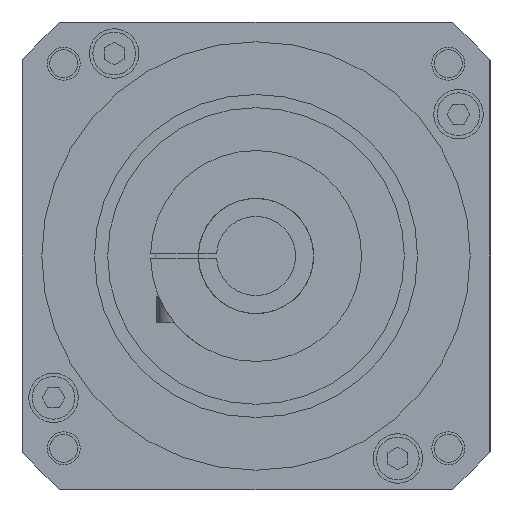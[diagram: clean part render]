
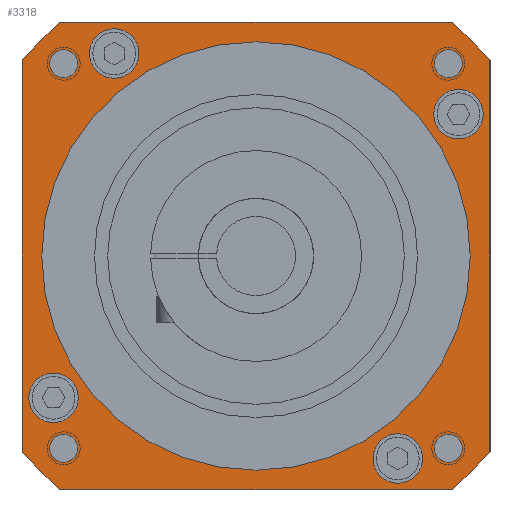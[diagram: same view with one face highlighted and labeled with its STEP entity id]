
A CAD part, left-side view. The second image highlights one B-rep face of the part: STEP entity #3318.
In plain terms, the highlighted planar face has unit normal (-1, 0, 0).
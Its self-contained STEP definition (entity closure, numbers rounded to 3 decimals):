
#130=CARTESIAN_POINT('',(0.,0.,0.));
#131=DIRECTION('',(1.,0.,0.));
#132=DIRECTION('',(0.,-0.641,0.768));
#133=AXIS2_PLACEMENT_3D('',#130,#131,#132);
#135=DIRECTION('',(0.,0.,-1.));
#136=VECTOR('',#135,118.579);
#137=CARTESIAN_POINT('',(0.,-71.,59.29));
#138=LINE('',#137,#136);
#139=CARTESIAN_POINT('',(0.,0.,0.));
#140=DIRECTION('',(1.,0.,0.));
#141=DIRECTION('',(0.,-0.768,-0.641));
#142=AXIS2_PLACEMENT_3D('',#139,#140,#141);
#144=DIRECTION('',(0.,1.,0.));
#145=VECTOR('',#144,118.579);
#146=CARTESIAN_POINT('',(0.,-59.29,-71.));
#147=LINE('',#146,#145);
#148=CARTESIAN_POINT('',(0.,0.,0.));
#149=DIRECTION('',(1.,0.,0.));
#150=DIRECTION('',(0.,0.641,-0.768));
#151=AXIS2_PLACEMENT_3D('',#148,#149,#150);
#153=DIRECTION('',(0.,0.,1.));
#154=VECTOR('',#153,118.579);
#155=CARTESIAN_POINT('',(0.,71.,-59.29));
#156=LINE('',#155,#154);
#157=CARTESIAN_POINT('',(0.,0.,0.));
#158=DIRECTION('',(1.,0.,0.));
#159=DIRECTION('',(0.,0.768,0.641));
#160=AXIS2_PLACEMENT_3D('',#157,#158,#159);
#162=DIRECTION('',(0.,-1.,0.));
#163=VECTOR('',#162,118.579);
#164=CARTESIAN_POINT('',(0.,59.29,71.));
#165=LINE('',#164,#163);
#166=CARTESIAN_POINT('',(0.,0.,0.));
#167=DIRECTION('',(1.,0.,0.));
#168=DIRECTION('',(0.,0.,1.));
#169=AXIS2_PLACEMENT_3D('',#166,#167,#168);
#171=CARTESIAN_POINT('',(0.,0.,0.));
#172=DIRECTION('',(1.,0.,0.));
#173=DIRECTION('',(0.,0.,-1.));
#174=AXIS2_PLACEMENT_3D('',#171,#172,#173);
#176=CARTESIAN_POINT('',(0.,58.336,-58.336));
#177=DIRECTION('',(1.,0.,0.));
#178=DIRECTION('',(0.,-1.,0.));
#179=AXIS2_PLACEMENT_3D('',#176,#177,#178);
#181=CARTESIAN_POINT('',(0.,58.336,-58.336));
#182=DIRECTION('',(1.,0.,0.));
#183=DIRECTION('',(0.,1.,0.));
#184=AXIS2_PLACEMENT_3D('',#181,#182,#183);
#186=CARTESIAN_POINT('',(0.,58.336,58.336));
#187=DIRECTION('',(1.,0.,0.));
#188=DIRECTION('',(0.,0.,-1.));
#189=AXIS2_PLACEMENT_3D('',#186,#187,#188);
#191=CARTESIAN_POINT('',(0.,58.336,58.336));
#192=DIRECTION('',(1.,0.,0.));
#193=DIRECTION('',(0.,0.,1.));
#194=AXIS2_PLACEMENT_3D('',#191,#192,#193);
#196=CARTESIAN_POINT('',(0.,-58.336,58.336));
#197=DIRECTION('',(1.,0.,0.));
#198=DIRECTION('',(0.,1.,0.));
#199=AXIS2_PLACEMENT_3D('',#196,#197,#198);
#201=CARTESIAN_POINT('',(0.,-58.336,58.336));
#202=DIRECTION('',(1.,0.,0.));
#203=DIRECTION('',(0.,-1.,0.));
#204=AXIS2_PLACEMENT_3D('',#201,#202,#203);
#206=CARTESIAN_POINT('',(0.,-58.336,-58.336));
#207=DIRECTION('',(1.,0.,0.));
#208=DIRECTION('',(0.,0.,1.));
#209=AXIS2_PLACEMENT_3D('',#206,#207,#208);
#211=CARTESIAN_POINT('',(0.,-58.336,-58.336));
#212=DIRECTION('',(1.,0.,0.));
#213=DIRECTION('',(0.,0.,-1.));
#214=AXIS2_PLACEMENT_3D('',#211,#212,#213);
#216=CARTESIAN_POINT('',(0.,-61.436,43.018));
#217=DIRECTION('',(1.,0.,0.));
#218=DIRECTION('',(0.,-1.,0.));
#219=AXIS2_PLACEMENT_3D('',#216,#217,#218);
#221=CARTESIAN_POINT('',(0.,-61.436,43.018));
#222=DIRECTION('',(1.,0.,0.));
#223=DIRECTION('',(0.,1.,0.));
#224=AXIS2_PLACEMENT_3D('',#221,#222,#223);
#226=CARTESIAN_POINT('',(0.,-43.018,-61.436));
#227=DIRECTION('',(1.,0.,0.));
#228=DIRECTION('',(0.,0.,-1.));
#229=AXIS2_PLACEMENT_3D('',#226,#227,#228);
#231=CARTESIAN_POINT('',(0.,-43.018,-61.436));
#232=DIRECTION('',(1.,0.,0.));
#233=DIRECTION('',(0.,0.,1.));
#234=AXIS2_PLACEMENT_3D('',#231,#232,#233);
#236=CARTESIAN_POINT('',(0.,61.436,-43.018));
#237=DIRECTION('',(1.,0.,0.));
#238=DIRECTION('',(0.,1.,0.));
#239=AXIS2_PLACEMENT_3D('',#236,#237,#238);
#241=CARTESIAN_POINT('',(0.,61.436,-43.018));
#242=DIRECTION('',(1.,0.,0.));
#243=DIRECTION('',(0.,-1.,0.));
#244=AXIS2_PLACEMENT_3D('',#241,#242,#243);
#246=CARTESIAN_POINT('',(0.,43.018,61.436));
#247=DIRECTION('',(1.,0.,0.));
#248=DIRECTION('',(0.,0.,1.));
#249=AXIS2_PLACEMENT_3D('',#246,#247,#248);
#251=CARTESIAN_POINT('',(0.,43.018,61.436));
#252=DIRECTION('',(1.,0.,0.));
#253=DIRECTION('',(0.,0.,-1.));
#254=AXIS2_PLACEMENT_3D('',#251,#252,#253);
#2657=CARTESIAN_POINT('',(0.,-59.29,71.));
#2658=CARTESIAN_POINT('',(0.,-71.,59.29));
#2659=VERTEX_POINT('',#2657);
#2660=VERTEX_POINT('',#2658);
#2661=CARTESIAN_POINT('',(0.,-71.,-59.29));
#2662=VERTEX_POINT('',#2661);
#2663=CARTESIAN_POINT('',(0.,-59.29,-71.));
#2664=VERTEX_POINT('',#2663);
#2665=CARTESIAN_POINT('',(0.,59.29,-71.));
#2666=VERTEX_POINT('',#2665);
#2667=CARTESIAN_POINT('',(0.,71.,-59.29));
#2668=VERTEX_POINT('',#2667);
#2669=CARTESIAN_POINT('',(0.,71.,59.29));
#2670=VERTEX_POINT('',#2669);
#2671=CARTESIAN_POINT('',(0.,59.29,71.));
#2672=VERTEX_POINT('',#2671);
#2709=CARTESIAN_POINT('',(0.,54.086,-58.336));
#2710=CARTESIAN_POINT('',(0.,62.586,-58.336));
#2711=VERTEX_POINT('',#2709);
#2712=VERTEX_POINT('',#2710);
#2717=CARTESIAN_POINT('',(0.,58.336,54.086));
#2718=VERTEX_POINT('',#2717);
#2719=CARTESIAN_POINT('',(0.,58.336,62.586));
#2720=VERTEX_POINT('',#2719);
#2725=CARTESIAN_POINT('',(0.,-54.086,58.336));
#2726=VERTEX_POINT('',#2725);
#2727=CARTESIAN_POINT('',(0.,-62.586,58.336));
#2728=VERTEX_POINT('',#2727);
#2733=CARTESIAN_POINT('',(0.,-58.336,-54.086));
#2734=VERTEX_POINT('',#2733);
#2735=CARTESIAN_POINT('',(0.,-58.336,-62.586));
#2736=VERTEX_POINT('',#2735);
#2741=CARTESIAN_POINT('',(0.,-68.936,43.018));
#2742=CARTESIAN_POINT('',(0.,-53.936,43.018));
#2743=VERTEX_POINT('',#2741);
#2744=VERTEX_POINT('',#2742);
#2781=CARTESIAN_POINT('',(0.,-43.018,-68.936));
#2782=VERTEX_POINT('',#2781);
#2783=CARTESIAN_POINT('',(0.,-43.018,-53.936));
#2784=VERTEX_POINT('',#2783);
#2821=CARTESIAN_POINT('',(0.,68.936,-43.018));
#2822=VERTEX_POINT('',#2821);
#2823=CARTESIAN_POINT('',(0.,53.936,-43.018));
#2824=VERTEX_POINT('',#2823);
#2861=CARTESIAN_POINT('',(0.,43.018,68.936));
#2862=VERTEX_POINT('',#2861);
#2863=CARTESIAN_POINT('',(0.,43.018,53.936));
#2864=VERTEX_POINT('',#2863);
#3007=CARTESIAN_POINT('',(0.,0.,65.));
#3008=CARTESIAN_POINT('',(0.,0.,-65.));
#3009=VERTEX_POINT('',#3007);
#3010=VERTEX_POINT('',#3008);
#3243=CARTESIAN_POINT('',(0.,0.,0.));
#3244=DIRECTION('',(1.,0.,0.));
#3245=DIRECTION('',(0.,1.,0.));
#3246=AXIS2_PLACEMENT_3D('',#3243,#3244,#3245);
#3247=PLANE('',#3246);
#3249=ORIENTED_EDGE('',*,*,#3248,.T.);
#3251=ORIENTED_EDGE('',*,*,#3250,.T.);
#3253=ORIENTED_EDGE('',*,*,#3252,.T.);
#3255=ORIENTED_EDGE('',*,*,#3254,.T.);
#3257=ORIENTED_EDGE('',*,*,#3256,.T.);
#3259=ORIENTED_EDGE('',*,*,#3258,.T.);
#3261=ORIENTED_EDGE('',*,*,#3260,.T.);
#3263=ORIENTED_EDGE('',*,*,#3262,.T.);
#3264=EDGE_LOOP('',(#3249,#3251,#3253,#3255,#3257,#3259,#3261,#3263));
#3265=FACE_OUTER_BOUND('',#3264,.F.);
#3267=ORIENTED_EDGE('',*,*,#3266,.F.);
#3269=ORIENTED_EDGE('',*,*,#3268,.F.);
#3270=EDGE_LOOP('',(#3267,#3269));
#3271=FACE_BOUND('',#3270,.F.);
#3273=ORIENTED_EDGE('',*,*,#3272,.F.);
#3275=ORIENTED_EDGE('',*,*,#3274,.F.);
#3276=EDGE_LOOP('',(#3273,#3275));
#3277=FACE_BOUND('',#3276,.F.);
#3279=ORIENTED_EDGE('',*,*,#3278,.F.);
#3281=ORIENTED_EDGE('',*,*,#3280,.F.);
#3282=EDGE_LOOP('',(#3279,#3281));
#3283=FACE_BOUND('',#3282,.F.);
#3285=ORIENTED_EDGE('',*,*,#3284,.F.);
#3287=ORIENTED_EDGE('',*,*,#3286,.F.);
#3288=EDGE_LOOP('',(#3285,#3287));
#3289=FACE_BOUND('',#3288,.F.);
#3291=ORIENTED_EDGE('',*,*,#3290,.F.);
#3293=ORIENTED_EDGE('',*,*,#3292,.F.);
#3294=EDGE_LOOP('',(#3291,#3293));
#3295=FACE_BOUND('',#3294,.F.);
#3297=ORIENTED_EDGE('',*,*,#3296,.F.);
#3299=ORIENTED_EDGE('',*,*,#3298,.F.);
#3300=EDGE_LOOP('',(#3297,#3299));
#3301=FACE_BOUND('',#3300,.F.);
#3302=ORIENTED_EDGE('',*,*,#3208,.F.);
#3303=ORIENTED_EDGE('',*,*,#3231,.F.);
#3304=EDGE_LOOP('',(#3302,#3303));
#3305=FACE_BOUND('',#3304,.F.);
#3307=ORIENTED_EDGE('',*,*,#3306,.F.);
#3309=ORIENTED_EDGE('',*,*,#3308,.F.);
#3310=EDGE_LOOP('',(#3307,#3309));
#3311=FACE_BOUND('',#3310,.F.);
#3313=ORIENTED_EDGE('',*,*,#3312,.F.);
#3315=ORIENTED_EDGE('',*,*,#3314,.F.);
#3316=EDGE_LOOP('',(#3313,#3315));
#3317=FACE_BOUND('',#3316,.F.);
#134=CIRCLE('',#133,92.5);
#143=CIRCLE('',#142,92.5);
#152=CIRCLE('',#151,92.5);
#161=CIRCLE('',#160,92.5);
#170=CIRCLE('',#169,65.);
#175=CIRCLE('',#174,65.);
#180=CIRCLE('',#179,4.25);
#185=CIRCLE('',#184,4.25);
#190=CIRCLE('',#189,4.25);
#195=CIRCLE('',#194,4.25);
#200=CIRCLE('',#199,4.25);
#205=CIRCLE('',#204,4.25);
#210=CIRCLE('',#209,4.25);
#215=CIRCLE('',#214,4.25);
#220=CIRCLE('',#219,7.5);
#225=CIRCLE('',#224,7.5);
#230=CIRCLE('',#229,7.5);
#235=CIRCLE('',#234,7.5);
#240=CIRCLE('',#239,7.5);
#245=CIRCLE('',#244,7.5);
#250=CIRCLE('',#249,7.5);
#255=CIRCLE('',#254,7.5);
#3208=EDGE_CURVE('',#2782,#2784,#230,.T.);
#3231=EDGE_CURVE('',#2784,#2782,#235,.T.);
#3248=EDGE_CURVE('',#2659,#2660,#134,.T.);
#3250=EDGE_CURVE('',#2660,#2662,#138,.T.);
#3252=EDGE_CURVE('',#2662,#2664,#143,.T.);
#3254=EDGE_CURVE('',#2664,#2666,#147,.T.);
#3256=EDGE_CURVE('',#2666,#2668,#152,.T.);
#3258=EDGE_CURVE('',#2668,#2670,#156,.T.);
#3260=EDGE_CURVE('',#2670,#2672,#161,.T.);
#3262=EDGE_CURVE('',#2672,#2659,#165,.T.);
#3266=EDGE_CURVE('',#3009,#3010,#170,.T.);
#3268=EDGE_CURVE('',#3010,#3009,#175,.T.);
#3272=EDGE_CURVE('',#2711,#2712,#180,.T.);
#3274=EDGE_CURVE('',#2712,#2711,#185,.T.);
#3278=EDGE_CURVE('',#2718,#2720,#190,.T.);
#3280=EDGE_CURVE('',#2720,#2718,#195,.T.);
#3284=EDGE_CURVE('',#2726,#2728,#200,.T.);
#3286=EDGE_CURVE('',#2728,#2726,#205,.T.);
#3290=EDGE_CURVE('',#2734,#2736,#210,.T.);
#3292=EDGE_CURVE('',#2736,#2734,#215,.T.);
#3296=EDGE_CURVE('',#2743,#2744,#220,.T.);
#3298=EDGE_CURVE('',#2744,#2743,#225,.T.);
#3306=EDGE_CURVE('',#2822,#2824,#240,.T.);
#3308=EDGE_CURVE('',#2824,#2822,#245,.T.);
#3312=EDGE_CURVE('',#2862,#2864,#250,.T.);
#3314=EDGE_CURVE('',#2864,#2862,#255,.T.);
#3318=ADVANCED_FACE('',(#3265,#3271,#3277,#3283,#3289,#3295,#3301,#3305,#3311,
#3317),#3247,.F.);
